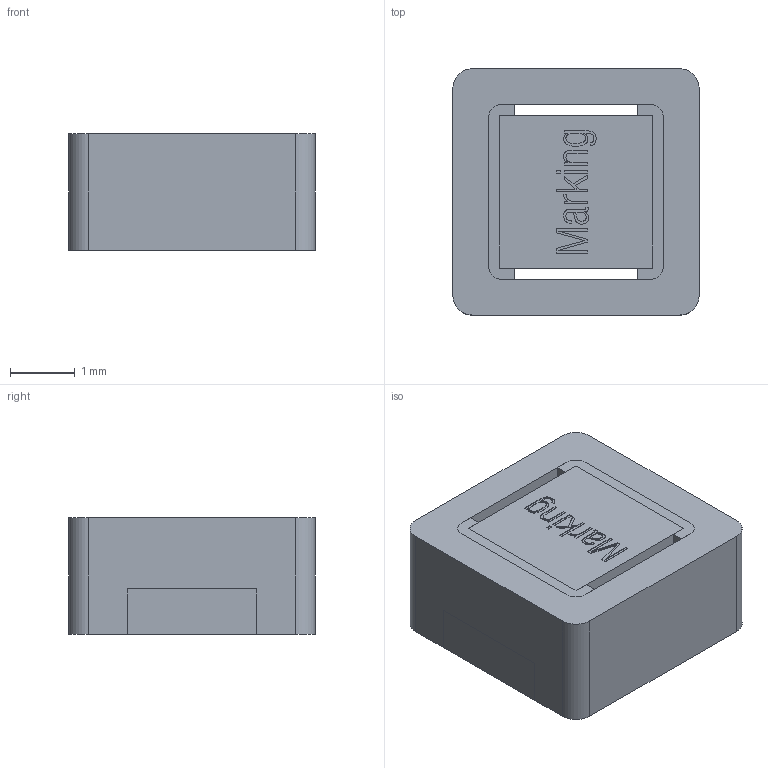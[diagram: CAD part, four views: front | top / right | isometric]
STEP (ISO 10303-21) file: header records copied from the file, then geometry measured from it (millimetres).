
FILE_DESCRIPTION( ( 'Unknown' ), '1' );
FILE_NAME( '3818_7440603.stp', 'Unknown', ( 'Unknown' ), ( 'Unknown' ), 'PSStep 17.0.49', 'Unknown', ' ' );
FILE_SCHEMA( ( 'AUTOMOTIVE_DESIGN { 1 0 10303 214 1 1 1 1 }' ) );
Length unit declared in the file: millimetre
Products named in the file (9): Assem1; 3818_74406032_Gehäuse; 3818_7440603; Glue L; Glue R
Assembly tree (8 placements, depth 2):
  Assem1
    3818_74406032_Gehäuse
    3818_7440603
    Glue L
    Glue L
    Glue L
    Glue R
    Glue R
    Glue R
Bounding box: 3.8 x 3.8 x 1.8 mm (x, y, z)
Surface area: 338.7 mm2
Topology: 8 solids, 8 shells, 551 faces, 1476 edges, 968 vertices
Faces by surface type: plane 413, cylinder 68, extrusion 36, torus 31, bspline 3
Full cylindrical faces by diameter (mm): 0.15 x33, 1.3 x3
Entity records: 23647 total; most frequent: CARTESIAN_POINT 6469, ORIENTED_EDGE 2778, DIRECTION 2164, EDGE_CURVE 1389, VERTEX_POINT 950, VECTOR 842, LINE 806, AXIS2_PLACEMENT_3D 661
